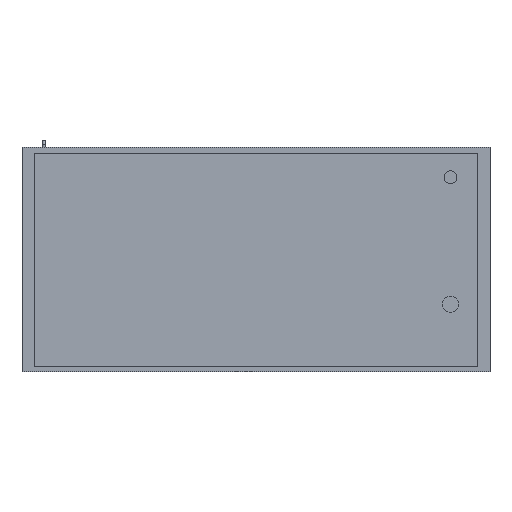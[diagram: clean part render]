
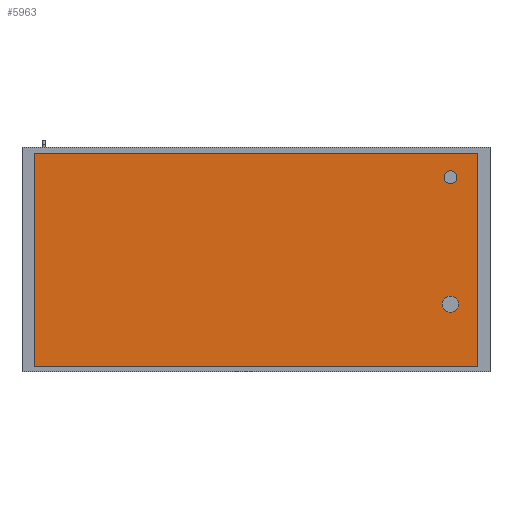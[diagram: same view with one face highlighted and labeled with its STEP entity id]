
A CAD part, front view. The second image highlights one B-rep face of the part: STEP entity #5963.
In plain terms, the highlighted planar face has unit normal (0, -1, 0).
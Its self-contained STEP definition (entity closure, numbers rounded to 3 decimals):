
#54=FACE_BOUND('',#635,.T.);
#55=FACE_BOUND('',#636,.T.);
#70=CIRCLE('',#6350,20.);
#72=CIRCLE('',#6354,25.);
#273=FACE_OUTER_BOUND('',#634,.T.);
#634=EDGE_LOOP('',(#4061,#4062,#4063,#4064));
#635=EDGE_LOOP('',(#4065));
#636=EDGE_LOOP('',(#4066));
#1040=LINE('',#8613,#1798);
#1042=LINE('',#8617,#1800);
#1044=LINE('',#8621,#1802);
#1046=LINE('',#8624,#1804);
#1798=VECTOR('',#6932,10.);
#1800=VECTOR('',#6936,10.);
#1802=VECTOR('',#6940,10.);
#1804=VECTOR('',#6944,10.);
#2498=VERTEX_POINT('',#8491);
#2500=VERTEX_POINT('',#8498);
#2537=VERTEX_POINT('',#8610);
#2538=VERTEX_POINT('',#8612);
#2539=VERTEX_POINT('',#8616);
#2540=VERTEX_POINT('',#8620);
#3071=EDGE_CURVE('',#2498,#2498,#70,.T.);
#3074=EDGE_CURVE('',#2500,#2500,#72,.T.);
#3128=EDGE_CURVE('',#2538,#2537,#1040,.T.);
#3130=EDGE_CURVE('',#2539,#2538,#1042,.T.);
#3132=EDGE_CURVE('',#2540,#2539,#1044,.T.);
#3134=EDGE_CURVE('',#2537,#2540,#1046,.T.);
#4061=ORIENTED_EDGE('',*,*,#3134,.T.);
#4062=ORIENTED_EDGE('',*,*,#3132,.T.);
#4063=ORIENTED_EDGE('',*,*,#3130,.T.);
#4064=ORIENTED_EDGE('',*,*,#3128,.T.);
#4065=ORIENTED_EDGE('',*,*,#3071,.T.);
#4066=ORIENTED_EDGE('',*,*,#3074,.T.);
#5650=PLANE('',#6379);
#5963=ADVANCED_FACE('',(#273,#54,#55),#5650,.T.);
#6350=AXIS2_PLACEMENT_3D('',#8493,#6826,#6827);
#6354=AXIS2_PLACEMENT_3D('',#8500,#6835,#6836);
#6379=AXIS2_PLACEMENT_3D('',#8625,#6945,#6946);
#6826=DIRECTION('center_axis',(0.,1.,0.));
#6827=DIRECTION('ref_axis',(1.,0.,0.));
#6835=DIRECTION('center_axis',(0.,1.,0.));
#6836=DIRECTION('ref_axis',(1.,0.,0.));
#6932=DIRECTION('',(-1.,0.,0.));
#6936=DIRECTION('',(0.,0.,1.));
#6940=DIRECTION('',(1.,0.,0.));
#6944=DIRECTION('',(0.,0.,-1.));
#6945=DIRECTION('center_axis',(0.,-1.,0.));
#6946=DIRECTION('ref_axis',(0.,0.,-1.));
#8491=CARTESIAN_POINT('',(582.5,-370.,255.));
#8493=CARTESIAN_POINT('Origin',(602.5,-370.,255.));
#8498=CARTESIAN_POINT('',(577.5,-370.,-138.));
#8500=CARTESIAN_POINT('Origin',(602.5,-370.,-138.));
#8610=CARTESIAN_POINT('',(-687.5,-370.,330.));
#8612=CARTESIAN_POINT('',(687.5,-370.,330.));
#8613=CARTESIAN_POINT('',(-687.5,-370.,330.));
#8616=CARTESIAN_POINT('',(687.5,-370.,-330.));
#8617=CARTESIAN_POINT('',(687.5,-370.,330.));
#8620=CARTESIAN_POINT('',(-687.5,-370.,-330.));
#8621=CARTESIAN_POINT('',(687.5,-370.,-330.));
#8624=CARTESIAN_POINT('',(-687.5,-370.,-330.));
#8625=CARTESIAN_POINT('Origin',(0.,-370.,0.));
